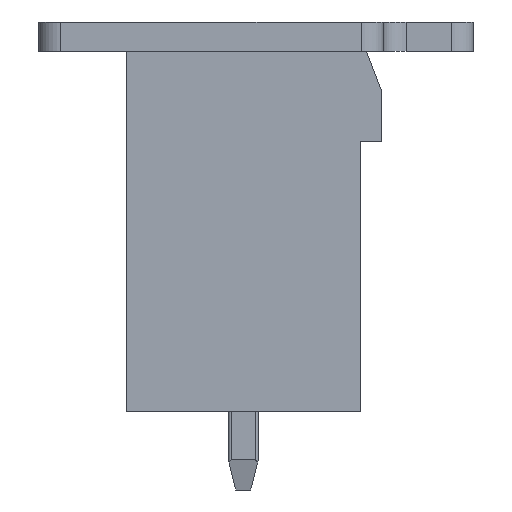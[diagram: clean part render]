
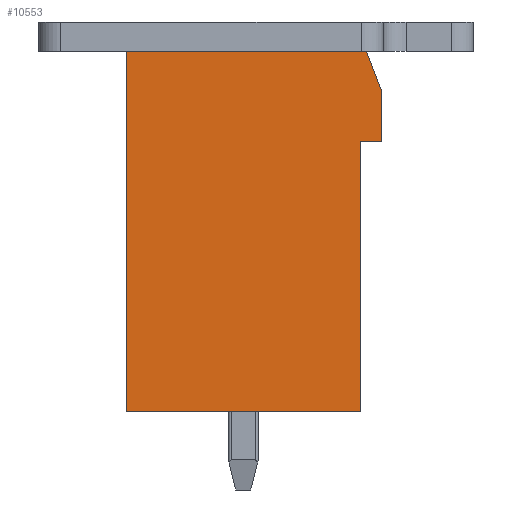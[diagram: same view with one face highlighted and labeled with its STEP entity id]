
A CAD part, left-side view. The second image highlights one B-rep face of the part: STEP entity #10553.
In plain terms, the highlighted planar face has unit normal (-1, 0, 0).
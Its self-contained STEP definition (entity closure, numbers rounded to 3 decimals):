
#355=LINE('',#14677,#1519);
#363=LINE('',#14693,#1527);
#373=LINE('',#14716,#1537);
#628=LINE('',#15300,#1792);
#638=LINE('',#15313,#1802);
#639=LINE('',#15315,#1803);
#642=LINE('',#15321,#1806);
#1519=VECTOR('',#11785,1000.);
#1527=VECTOR('',#11797,1000.);
#1537=VECTOR('',#11811,1000.);
#1792=VECTOR('',#12204,1000.);
#1802=VECTOR('',#12216,1000.);
#1803=VECTOR('',#12219,1000.);
#1806=VECTOR('',#12224,1000.);
#4154=ORIENTED_EDGE('',*,*,#5767,.T.);
#4155=ORIENTED_EDGE('',*,*,#5759,.T.);
#4156=ORIENTED_EDGE('',*,*,#6066,.T.);
#4157=ORIENTED_EDGE('',*,*,#5778,.T.);
#4158=ORIENTED_EDGE('',*,*,#6080,.T.);
#4159=ORIENTED_EDGE('',*,*,#6077,.T.);
#4160=ORIENTED_EDGE('',*,*,#6076,.T.);
#5759=EDGE_CURVE('',#7295,#7294,#355,.T.);
#5767=EDGE_CURVE('',#7300,#7295,#363,.T.);
#5778=EDGE_CURVE('',#7312,#7311,#373,.T.);
#6066=EDGE_CURVE('',#7294,#7312,#628,.T.);
#6076=EDGE_CURVE('',#7549,#7300,#638,.T.);
#6077=EDGE_CURVE('',#7550,#7549,#639,.T.);
#6080=EDGE_CURVE('',#7311,#7550,#642,.T.);
#7294=VERTEX_POINT('',#14676);
#7295=VERTEX_POINT('',#14678);
#7300=VERTEX_POINT('',#14691);
#7311=VERTEX_POINT('',#14715);
#7312=VERTEX_POINT('',#14717);
#7549=VERTEX_POINT('',#15305);
#7550=VERTEX_POINT('',#15316);
#8857=EDGE_LOOP('',(#4154,#4155,#4156,#4157,#4158,#4159,#4160));
#9507=FACE_BOUND('',#8857,.T.);
#10051=PLANE('',#11283);
#10553=ADVANCED_FACE('',(#9507),#10051,.T.);
#11283=AXIS2_PLACEMENT_3D('',#16303,#13161,#13162);
#11785=DIRECTION('',(0.,1.,0.));
#11797=DIRECTION('',(0.,0.359,0.933));
#11811=DIRECTION('',(0.,-1.,0.));
#12204=DIRECTION('',(0.,0.,-1.));
#12216=DIRECTION('',(0.,0.,1.));
#12219=DIRECTION('',(0.,-1.,0.));
#12224=DIRECTION('',(0.,0.,1.));
#13161=DIRECTION('',(-1.,0.,0.));
#13162=DIRECTION('',(0.,0.,1.));
#14676=CARTESIAN_POINT('',(-15.24,8.5,6.));
#14677=CARTESIAN_POINT('',(-15.24,0.5,6.));
#14678=CARTESIAN_POINT('',(-15.24,0.5,6.));
#14691=CARTESIAN_POINT('',(-15.24,0.,4.7));
#14693=CARTESIAN_POINT('',(-15.24,0.,4.7));
#14715=CARTESIAN_POINT('',(-15.24,0.7,-6.));
#14716=CARTESIAN_POINT('',(-15.24,8.5,-6.));
#14717=CARTESIAN_POINT('',(-15.24,8.5,-6.));
#15300=CARTESIAN_POINT('',(-15.24,8.5,6.));
#15305=CARTESIAN_POINT('',(-15.24,0.,3.));
#15313=CARTESIAN_POINT('',(-15.24,0.,3.));
#15315=CARTESIAN_POINT('',(-15.24,0.7,3.));
#15316=CARTESIAN_POINT('',(-15.24,0.7,3.));
#15321=CARTESIAN_POINT('',(-15.24,0.7,-6.));
#16303=CARTESIAN_POINT('',(-15.24,0.,0.));
